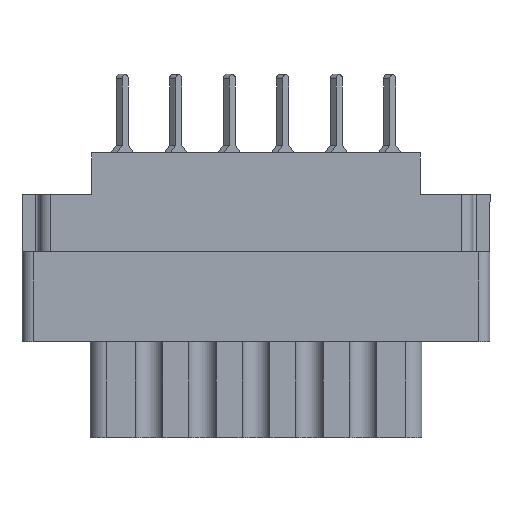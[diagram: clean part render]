
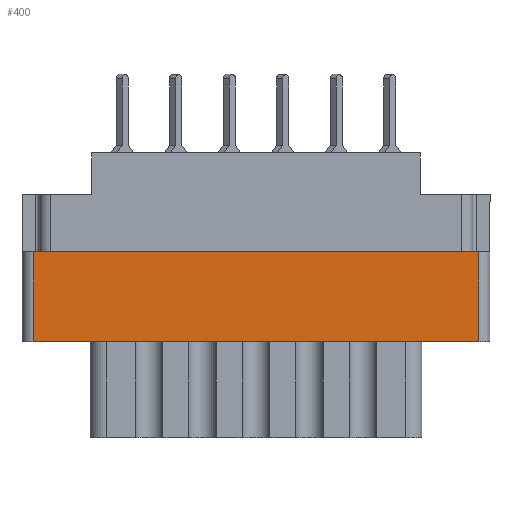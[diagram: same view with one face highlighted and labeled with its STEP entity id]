
A CAD part, front view. The second image highlights one B-rep face of the part: STEP entity #400.
In plain terms, the highlighted planar face has unit normal (0, -1, 0).
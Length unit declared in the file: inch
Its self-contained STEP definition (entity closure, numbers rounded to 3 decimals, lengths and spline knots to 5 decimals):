
#400 = ADVANCED_FACE ( 'NONE', ( #13950 ), #8033, .T. ) ;
#669 = CARTESIAN_POINT ( 'NONE',  ( -0.624, -0.343, -0.798 ) ) ;
#745 = CARTESIAN_POINT ( 'NONE',  ( 0.624, -0.343, -0.529 ) ) ;
#995 = VERTEX_POINT ( 'NONE', #745 ) ;
#1357 = ORIENTED_EDGE ( 'NONE', *, *, #15200, .F. ) ;
#2585 = VECTOR ( 'NONE', #17414, 39.37008 ) ;
#2837 = EDGE_CURVE ( 'NONE', #12060, #13609, #8978, .T. ) ;
#2966 = VECTOR ( 'NONE', #14820, 39.37008 ) ;
#3459 = ORIENTED_EDGE ( 'NONE', *, *, #6704, .T. ) ;
#3966 = VERTEX_POINT ( 'NONE', #9766 ) ;
#4520 = DIRECTION ( 'NONE',  ( -1., 0., 0. ) ) ;
#4827 = CARTESIAN_POINT ( 'NONE',  ( 0.624, -0.343, -0.277 ) ) ;
#5894 = LINE ( 'NONE', #11807, #2966 ) ;
#5979 = LINE ( 'NONE', #10530, #16212 ) ;
#6259 = DIRECTION ( 'NONE',  ( 0., 0., 1. ) ) ;
#6291 = DIRECTION ( 'NONE',  ( 0., 0., -1. ) ) ;
#6704 = EDGE_CURVE ( 'NONE', #995, #13609, #5894, .T. ) ;
#7714 = CARTESIAN_POINT ( 'NONE',  ( -0.624, -0.343, -0.798 ) ) ;
#7846 = AXIS2_PLACEMENT_3D ( 'NONE', #669, #12400, #6291 ) ;
#7848 = ORIENTED_EDGE ( 'NONE', *, *, #15224, .F. ) ;
#8033 = PLANE ( 'NONE',  #7846 ) ;
#8978 = LINE ( 'NONE', #14889, #2585 ) ;
#9766 = CARTESIAN_POINT ( 'NONE',  ( -0.624, -0.343, -0.529 ) ) ;
#9953 = ORIENTED_EDGE ( 'NONE', *, *, #2837, .F. ) ;
#10530 = CARTESIAN_POINT ( 'NONE',  ( 0.624, -0.343, -0.529 ) ) ;
#11807 = CARTESIAN_POINT ( 'NONE',  ( 0.624, -0.343, -0.798 ) ) ;
#12060 = VERTEX_POINT ( 'NONE', #16447 ) ;
#12400 = DIRECTION ( 'NONE',  ( 0., -1., 0. ) ) ;
#13531 = LINE ( 'NONE', #7714, #17747 ) ;
#13609 = VERTEX_POINT ( 'NONE', #4827 ) ;
#13950 = FACE_OUTER_BOUND ( 'NONE', #14897, .T. ) ;
#14820 = DIRECTION ( 'NONE',  ( 0., 0., 1. ) ) ;
#14889 = CARTESIAN_POINT ( 'NONE',  ( -0.656, -0.343, -0.277 ) ) ;
#14897 = EDGE_LOOP ( 'NONE', ( #1357, #7848, #3459, #9953 ) ) ;
#15200 = EDGE_CURVE ( 'NONE', #3966, #12060, #13531, .T. ) ;
#15224 = EDGE_CURVE ( 'NONE', #995, #3966, #5979, .T. ) ;
#16212 = VECTOR ( 'NONE', #4520, 39.37008 ) ;
#16447 = CARTESIAN_POINT ( 'NONE',  ( -0.624, -0.343, -0.277 ) ) ;
#17414 = DIRECTION ( 'NONE',  ( 1., 0., 0. ) ) ;
#17747 = VECTOR ( 'NONE', #6259, 39.37008 ) ;
